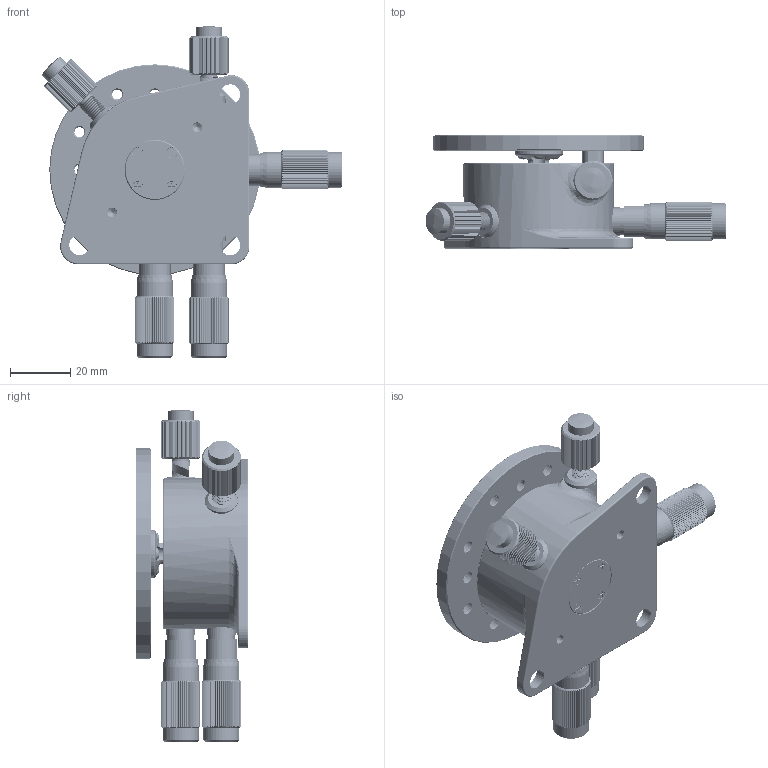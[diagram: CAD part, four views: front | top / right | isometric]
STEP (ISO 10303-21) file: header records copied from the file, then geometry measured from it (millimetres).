
FILE_DESCRIPTION((''),'2;1');
FILE_NAME('TAP-TR-0001_ASM','2023-09-11T09:58:06',('R&D'),(''),'CREO PARAMETRIC BY PTC INC, 2021063','CREO PARAMETRIC BY PTC INC, 2021063','');
FILE_SCHEMA(('CONFIG_CONTROL_DESIGN'));
Products named in the file (28): TAP-TR-0002-1; TAP-TR-0002-9; TAP-TR-0002-11; TAP-TR-0002-14; TAP-TR-0002-17; TAP-TR-0002-18; TAP-TR-0002-23; TAP-TR-0002-26; TAP-TR-0002-27; TAP-TR-0002-29; TAP-TR-0002-31; TAP-TR-0002-33; TAP-TR-0002-2; TAP-TR-0002-5; TAP-TR-0002-3; TAP-TR-0002-16; TAP-TR-0002-6; TAP-TR-0002-22; TAP-TR-0002-5_ASM; SM13_A1; SM13_A2; SM13_A6; SM13_A3; SM13_A4; SM25_A5; SM13_ASM; TAP-TR-0002-32_ASM; TAP-TR-0001_ASM
Assembly tree (40 placements, depth 4):
  TAP-TR-0001_ASM
    TAP-TR-0002-1
    TAP-TR-0002-9
    TAP-TR-0002-11
    TAP-TR-0002-14
    TAP-TR-0002-17  x2
    TAP-TR-0002-18  x4
    TAP-TR-0002-23
    TAP-TR-0002-26
    TAP-TR-0002-27
    TAP-TR-0002-29  x2
    TAP-TR-0002-31
    TAP-TR-0002-33
    TAP-TR-0002-2  x4
    TAP-TR-0002-5_ASM
      TAP-TR-0002-5
      TAP-TR-0002-3  x4
      TAP-TR-0002-16
      TAP-TR-0002-6
      TAP-TR-0002-22
    TAP-TR-0002-32_ASM  x3
      SM13_ASM
        SM13_A1
        SM13_A2
        SM13_A6
        SM13_A3
        SM13_A4
        SM25_A5
Bounding box: 99.9 x 37.5 x 110.19 mm (x, y, z)
Volume: 89146.3 mm3; surface area: 55226.8 mm2
Topology: 43 solids, 43 shells, 4637 faces, 12717 edges, 8216 vertices
Faces by surface type: cylinder 2370, plane 1105, bspline 704, cone 407, torus 40, sphere 11
Entity records: 181085 total; most frequent: CARTESIAN_POINT 119614, ORIENTED_EDGE 14746, DIRECTION 9544, EDGE_CURVE 7373, VERTEX_POINT 4775, B_SPLINE_CURVE_WITH_KNOTS 3625, AXIS2_PLACEMENT_3D 3492, EDGE_LOOP 2848
